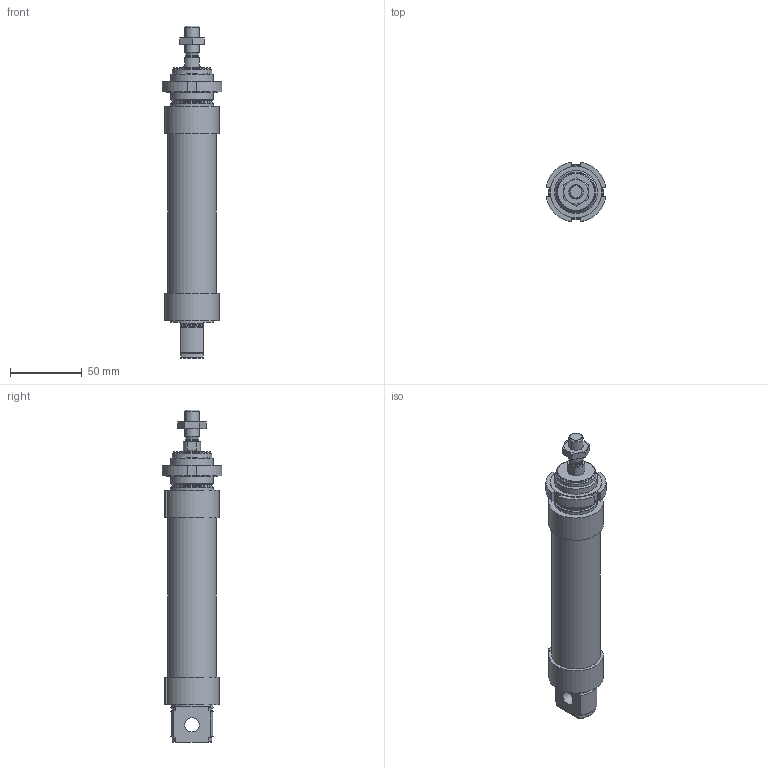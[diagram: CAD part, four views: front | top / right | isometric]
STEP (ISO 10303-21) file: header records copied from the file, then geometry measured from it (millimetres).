
FILE_DESCRIPTION( ( 'STEP AP214' ), '1' );
FILE_NAME( '193992_DSNU-32-80-P-A-R8.stp', '2019-11-23T15:58:18', ( '' ), ( '' ), ' ', 'PARTsolutions', ' ' );
FILE_SCHEMA( ( 'AUTOMOTIVE_DESIGN { 1 0 10303 214 1 1 1 1 }' ) );
Length unit declared in the file: millimetre
Products named in the file (5): 193992 DSNU-32-80-P-A-R8---(80PA---00--0--R8----0); _193992 DSNU-32-80-P---(A----0R8ZR); _3753 M30x1.5; _193992 DSNU-32-80-P---(A---00--0-KS); _DIN-439-B - M10x1.25(F)
Assembly tree (4 placements, depth 2):
  193992 DSNU-32-80-P-A-R8---(80PA---00--0--R8----0)
    _193992 DSNU-32-80-P---(A----0R8ZR)
    _3753 M30x1.5
    _193992 DSNU-32-80-P---(A---00--0-KS)
    _DIN-439-B - M10x1.25(F)
Bounding box: 41.57 x 41.57 x 231.5 mm (x, y, z)
Volume: 123578.6 mm3; surface area: 49656.8 mm2
Topology: 4 solids, 4 shells, 124 faces, 285 edges, 183 vertices
Faces by surface type: plane 56, cylinder 40, cone 20, torus 8
Full cylindrical faces by diameter (mm): 8.4 x1, 8.566 x2, 8.647 x1, 10 x2, 12 x2, 26.2 x1, 27.7 x1, 27.8 x1, 28.376 x1, 30 x3, 32 x2, 33.6 x1, 36 x2
Entity records: 4472 total; most frequent: CARTESIAN_POINT 701, DIRECTION 578, ORIENTED_EDGE 490, EDGE_CURVE 245, AXIS2_PLACEMENT_3D 236, EDGE_LOOP 182, VERTEX_POINT 181, FACE_OUTER_BOUND 148
